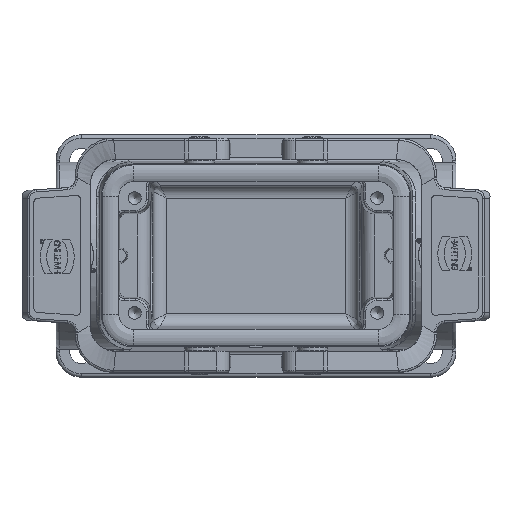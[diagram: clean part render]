
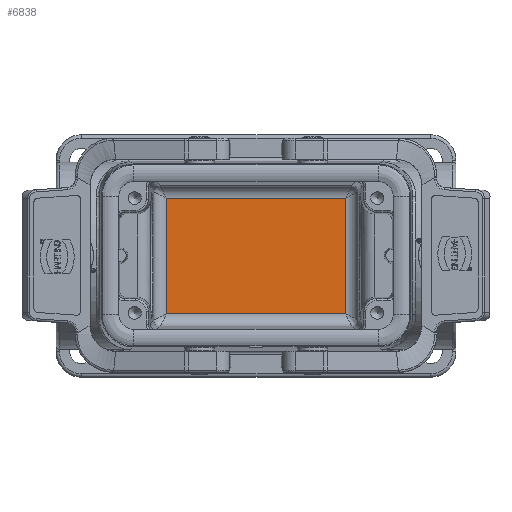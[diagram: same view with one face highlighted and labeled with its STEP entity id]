
A CAD part, top view. The second image highlights one B-rep face of the part: STEP entity #6838.
In plain terms, the highlighted planar face has unit normal (0, 0, 1).
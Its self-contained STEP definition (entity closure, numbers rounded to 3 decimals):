
#5542=FACE_OUTER_BOUND('',#9338,.T.);
#6838=ADVANCED_FACE('',(#5542),#7812,.F.);
#7812=PLANE('',#28522);
#9338=EDGE_LOOP('',(#11840,#11841,#11842,#11843));
#11840=ORIENTED_EDGE('',*,*,#18364,.T.);
#11841=ORIENTED_EDGE('',*,*,#18365,.T.);
#11842=ORIENTED_EDGE('',*,*,#18366,.T.);
#11843=ORIENTED_EDGE('',*,*,#18363,.T.);
#16377=VERTEX_POINT('',#40638);
#16381=VERTEX_POINT('',#40676);
#16385=VERTEX_POINT('',#40730);
#16386=VERTEX_POINT('',#40734);
#18363=EDGE_CURVE('',#16381,#16385,#22842,.T.);
#18364=EDGE_CURVE('',#16385,#16386,#22843,.T.);
#18365=EDGE_CURVE('',#16386,#16377,#22844,.T.);
#18366=EDGE_CURVE('',#16377,#16381,#22845,.T.);
#22842=LINE('',#40731,#24646);
#22843=LINE('',#40733,#24647);
#22844=LINE('',#40735,#24648);
#22845=LINE('',#40736,#24649);
#24646=VECTOR('',#31399,1.);
#24647=VECTOR('',#31402,1.);
#24648=VECTOR('',#31403,1.);
#24649=VECTOR('',#31404,1.);
#28522=AXIS2_PLACEMENT_3D('',#40737,#31405,#31406);
#31399=DIRECTION('',(0.,-1.,0.));
#31402=DIRECTION('',(1.,0.,0.));
#31403=DIRECTION('',(0.,1.,0.));
#31404=DIRECTION('',(-1.,0.,0.));
#31405=DIRECTION('',(0.,0.,-1.));
#31406=DIRECTION('',(-1.,0.,0.));
#40638=CARTESIAN_POINT('',(21.061,13.567,-65.25));
#40676=CARTESIAN_POINT('',(-21.061,13.567,-65.25));
#40730=CARTESIAN_POINT('',(-21.061,-13.567,-65.25));
#40731=CARTESIAN_POINT('',(-21.061,-15.,-65.25));
#40733=CARTESIAN_POINT('',(24.,-13.567,-65.25));
#40734=CARTESIAN_POINT('',(21.061,-13.567,-65.25));
#40735=CARTESIAN_POINT('',(21.061,15.,-65.25));
#40736=CARTESIAN_POINT('',(24.,13.567,-65.25));
#40737=CARTESIAN_POINT('',(24.,-17.75,-65.25));
